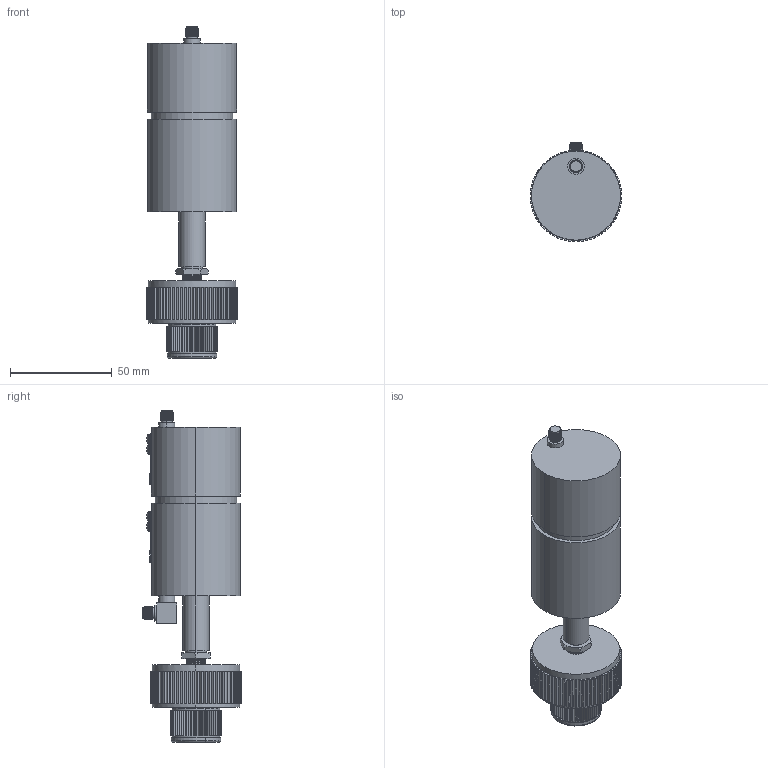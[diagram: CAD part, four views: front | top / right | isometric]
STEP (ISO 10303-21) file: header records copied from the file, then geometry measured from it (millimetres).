
FILE_DESCRIPTION (( 'STEP AP203' ), '1' );
FILE_NAME ('FMAT7444-99_3D.STEP', '2022-05-19T12:05:16', ( '' ), ( '' ), 'SwSTEP 2.0', 'SolidWorks 2021', '' );
FILE_SCHEMA (( 'CONFIG_CONTROL_DESIGN' ));
Length unit declared in the file: inch
Products named in the file (9): RSA_KNOB_MA1; RSA_KNOB-1_MA1; RSA_4-40 PAN HD SCREW; RSA_NUT_MA1; RSA_SMAF_RA_MA1; FMAT7444-99_3D; RSA_SMAF_S_MA1; RSA_BODY_1_MA1.SLDPRT; RSA_BODY_1_MA1
Assembly tree (11 placements, depth 3):
  FMAT7444-99_3D
    RSA_BODY_1_MA1.SLDPRT
      RSA_BODY_1_MA1
      RSA_4-40 PAN HD SCREW  x4
    RSA_NUT_MA1
    RSA_KNOB_MA1
    RSA_SMAF_RA_MA1
    RSA_SMAF_S_MA1
    RSA_KNOB-1_MA1
Bounding box: 44.99 x 48.91 x 163.31 mm (x, y, z)
Volume: 169611.8 mm3; surface area: 30263.8 mm2
Topology: 12 solids, 12 shells, 1536 faces, 3800 edges, 2349 vertices
Faces by surface type: plane 776, cylinder 475, bspline 205, cone 54, torus 18, sphere 8
Entity records: 54369 total; most frequent: CARTESIAN_POINT 26035, ORIENTED_EDGE 6028, DIRECTION 5136, EDGE_CURVE 3014, VERTEX_POINT 1830, AXIS2_PLACEMENT_3D 1748, VECTOR 1640, LINE 1640
